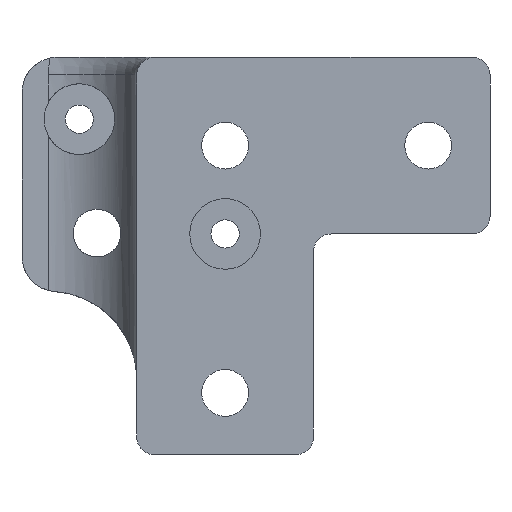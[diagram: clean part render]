
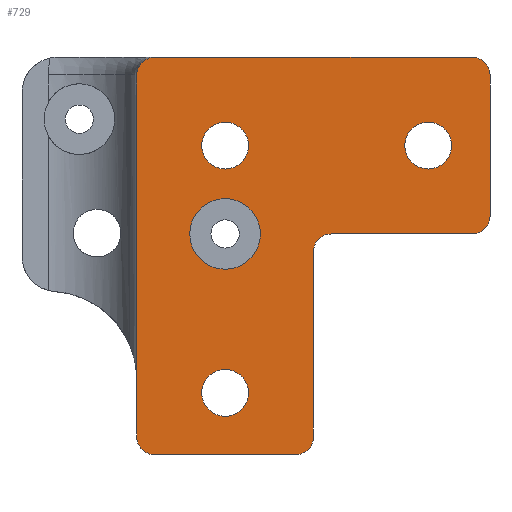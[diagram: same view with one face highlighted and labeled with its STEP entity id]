
A CAD part, front view. The second image highlights one B-rep face of the part: STEP entity #729.
In plain terms, the highlighted planar face has unit normal (0, -1, 0).
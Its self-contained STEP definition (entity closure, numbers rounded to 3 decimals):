
#17=FACE_BOUND('',#103,.T.);
#18=FACE_BOUND('',#104,.T.);
#19=FACE_BOUND('',#105,.T.);
#20=FACE_BOUND('',#106,.T.);
#33=PLANE('',#820);
#66=FACE_OUTER_BOUND('',#102,.T.);
#102=EDGE_LOOP('',(#545,#546,#547,#548,#549,#550,#551,#552,#553,#554,#555,
#556,#557));
#103=EDGE_LOOP('',(#558,#559));
#104=EDGE_LOOP('',(#560,#561));
#105=EDGE_LOOP('',(#562,#563));
#106=EDGE_LOOP('',(#564,#565));
#154=LINE('',#1289,#197);
#155=LINE('',#1293,#198);
#156=LINE('',#1295,#199);
#157=LINE('',#1299,#200);
#158=LINE('',#1303,#201);
#159=LINE('',#1307,#202);
#160=LINE('',#1311,#203);
#197=VECTOR('',#983,1000.);
#198=VECTOR('',#986,1000.);
#199=VECTOR('',#987,1000.);
#200=VECTOR('',#990,1000.);
#201=VECTOR('',#993,1000.);
#202=VECTOR('',#996,1000.);
#203=VECTOR('',#999,1000.);
#242=CIRCLE('',#785,4.);
#243=CIRCLE('',#786,4.);
#259=CIRCLE('',#807,2.65);
#260=CIRCLE('',#808,2.65);
#263=CIRCLE('',#812,2.65);
#264=CIRCLE('',#813,2.65);
#267=CIRCLE('',#817,2.65);
#268=CIRCLE('',#818,2.65);
#270=CIRCLE('',#821,2.);
#271=CIRCLE('',#822,2.);
#272=CIRCLE('',#823,2.);
#273=CIRCLE('',#824,2.);
#274=CIRCLE('',#825,2.);
#275=CIRCLE('',#826,2.);
#302=VERTEX_POINT('',#1136);
#303=VERTEX_POINT('',#1138);
#323=VERTEX_POINT('',#1260);
#324=VERTEX_POINT('',#1262);
#327=VERTEX_POINT('',#1270);
#328=VERTEX_POINT('',#1272);
#331=VERTEX_POINT('',#1280);
#332=VERTEX_POINT('',#1282);
#333=VERTEX_POINT('',#1287);
#334=VERTEX_POINT('',#1288);
#335=VERTEX_POINT('',#1290);
#336=VERTEX_POINT('',#1292);
#337=VERTEX_POINT('',#1294);
#338=VERTEX_POINT('',#1296);
#339=VERTEX_POINT('',#1298);
#340=VERTEX_POINT('',#1300);
#341=VERTEX_POINT('',#1302);
#342=VERTEX_POINT('',#1304);
#343=VERTEX_POINT('',#1306);
#344=VERTEX_POINT('',#1308);
#345=VERTEX_POINT('',#1310);
#385=EDGE_CURVE('',#303,#302,#242,.T.);
#386=EDGE_CURVE('',#302,#303,#243,.T.);
#411=EDGE_CURVE('',#323,#324,#259,.T.);
#412=EDGE_CURVE('',#324,#323,#260,.T.);
#416=EDGE_CURVE('',#327,#328,#263,.T.);
#417=EDGE_CURVE('',#328,#327,#264,.T.);
#421=EDGE_CURVE('',#331,#332,#267,.T.);
#422=EDGE_CURVE('',#332,#331,#268,.T.);
#424=EDGE_CURVE('',#333,#334,#154,.T.);
#425=EDGE_CURVE('',#335,#334,#270,.T.);
#426=EDGE_CURVE('',#335,#336,#155,.T.);
#427=EDGE_CURVE('',#336,#337,#156,.T.);
#428=EDGE_CURVE('',#338,#337,#271,.T.);
#429=EDGE_CURVE('',#338,#339,#157,.T.);
#430=EDGE_CURVE('',#340,#339,#272,.T.);
#431=EDGE_CURVE('',#340,#341,#158,.T.);
#432=EDGE_CURVE('',#342,#341,#273,.T.);
#433=EDGE_CURVE('',#342,#343,#159,.T.);
#434=EDGE_CURVE('',#344,#343,#274,.T.);
#435=EDGE_CURVE('',#344,#345,#160,.T.);
#436=EDGE_CURVE('',#333,#345,#275,.T.);
#545=ORIENTED_EDGE('',*,*,#424,.T.);
#546=ORIENTED_EDGE('',*,*,#425,.F.);
#547=ORIENTED_EDGE('',*,*,#426,.T.);
#548=ORIENTED_EDGE('',*,*,#427,.T.);
#549=ORIENTED_EDGE('',*,*,#428,.F.);
#550=ORIENTED_EDGE('',*,*,#429,.T.);
#551=ORIENTED_EDGE('',*,*,#430,.F.);
#552=ORIENTED_EDGE('',*,*,#431,.T.);
#553=ORIENTED_EDGE('',*,*,#432,.F.);
#554=ORIENTED_EDGE('',*,*,#433,.T.);
#555=ORIENTED_EDGE('',*,*,#434,.F.);
#556=ORIENTED_EDGE('',*,*,#435,.T.);
#557=ORIENTED_EDGE('',*,*,#436,.F.);
#558=ORIENTED_EDGE('',*,*,#422,.F.);
#559=ORIENTED_EDGE('',*,*,#421,.F.);
#560=ORIENTED_EDGE('',*,*,#412,.F.);
#561=ORIENTED_EDGE('',*,*,#411,.F.);
#562=ORIENTED_EDGE('',*,*,#385,.T.);
#563=ORIENTED_EDGE('',*,*,#386,.T.);
#564=ORIENTED_EDGE('',*,*,#417,.F.);
#565=ORIENTED_EDGE('',*,*,#416,.F.);
#729=ADVANCED_FACE('',(#66,#17,#18,#19,#20),#33,.F.);
#785=AXIS2_PLACEMENT_3D('',#1139,#904,#905);
#786=AXIS2_PLACEMENT_3D('',#1140,#906,#907);
#807=AXIS2_PLACEMENT_3D('',#1263,#953,#954);
#808=AXIS2_PLACEMENT_3D('',#1264,#955,#956);
#812=AXIS2_PLACEMENT_3D('',#1273,#964,#965);
#813=AXIS2_PLACEMENT_3D('',#1274,#966,#967);
#817=AXIS2_PLACEMENT_3D('',#1283,#975,#976);
#818=AXIS2_PLACEMENT_3D('',#1284,#977,#978);
#820=AXIS2_PLACEMENT_3D('',#1286,#981,#982);
#821=AXIS2_PLACEMENT_3D('',#1291,#984,#985);
#822=AXIS2_PLACEMENT_3D('',#1297,#988,#989);
#823=AXIS2_PLACEMENT_3D('',#1301,#991,#992);
#824=AXIS2_PLACEMENT_3D('',#1305,#994,#995);
#825=AXIS2_PLACEMENT_3D('',#1309,#997,#998);
#826=AXIS2_PLACEMENT_3D('',#1312,#1000,#1001);
#904=DIRECTION('center_axis',(0.,1.,0.));
#905=DIRECTION('ref_axis',(0.,0.,1.));
#906=DIRECTION('center_axis',(0.,1.,0.));
#907=DIRECTION('ref_axis',(0.,0.,1.));
#953=DIRECTION('center_axis',(0.,-1.,0.));
#954=DIRECTION('ref_axis',(0.,0.,-1.));
#955=DIRECTION('center_axis',(0.,-1.,0.));
#956=DIRECTION('ref_axis',(0.,0.,-1.));
#964=DIRECTION('center_axis',(0.,-1.,0.));
#965=DIRECTION('ref_axis',(0.,0.,-1.));
#966=DIRECTION('center_axis',(0.,-1.,0.));
#967=DIRECTION('ref_axis',(0.,0.,-1.));
#975=DIRECTION('center_axis',(0.,-1.,0.));
#976=DIRECTION('ref_axis',(0.,0.,-1.));
#977=DIRECTION('center_axis',(0.,-1.,0.));
#978=DIRECTION('ref_axis',(0.,0.,-1.));
#981=DIRECTION('center_axis',(0.,1.,0.));
#982=DIRECTION('ref_axis',(0.,0.,1.));
#983=DIRECTION('',(-1.,0.,0.));
#984=DIRECTION('center_axis',(0.,1.,0.));
#985=DIRECTION('ref_axis',(0.,0.,1.));
#986=DIRECTION('',(0.,0.,-1.));
#987=DIRECTION('',(0.,0.,-1.));
#988=DIRECTION('center_axis',(0.,1.,0.));
#989=DIRECTION('ref_axis',(0.,0.,1.));
#990=DIRECTION('',(1.,0.,0.));
#991=DIRECTION('center_axis',(0.,1.,0.));
#992=DIRECTION('ref_axis',(0.,0.,1.));
#993=DIRECTION('',(0.,0.,1.));
#994=DIRECTION('center_axis',(0.,-1.,0.));
#995=DIRECTION('ref_axis',(0.,0.,1.));
#996=DIRECTION('',(1.,0.,0.));
#997=DIRECTION('center_axis',(0.,1.,0.));
#998=DIRECTION('ref_axis',(0.,0.,1.));
#999=DIRECTION('',(0.,0.,1.));
#1000=DIRECTION('center_axis',(0.,1.,0.));
#1001=DIRECTION('ref_axis',(0.,0.,1.));
#1136=CARTESIAN_POINT('',(10.,0.,21.));
#1138=CARTESIAN_POINT('',(10.,0.,29.));
#1139=CARTESIAN_POINT('Origin',(10.,0.,25.));
#1140=CARTESIAN_POINT('Origin',(10.,0.,25.));
#1260=CARTESIAN_POINT('',(33.,0.,32.35));
#1262=CARTESIAN_POINT('',(33.,0.,37.65));
#1263=CARTESIAN_POINT('Origin',(33.,0.,35.));
#1264=CARTESIAN_POINT('Origin',(33.,0.,35.));
#1270=CARTESIAN_POINT('',(10.,0.,4.35));
#1272=CARTESIAN_POINT('',(10.,0.,9.65));
#1273=CARTESIAN_POINT('Origin',(10.,0.,7.));
#1274=CARTESIAN_POINT('Origin',(10.,0.,7.));
#1280=CARTESIAN_POINT('',(10.,0.,32.35));
#1282=CARTESIAN_POINT('',(10.,0.,37.65));
#1283=CARTESIAN_POINT('Origin',(10.,0.,35.));
#1284=CARTESIAN_POINT('Origin',(10.,0.,35.));
#1286=CARTESIAN_POINT('Origin',(0.,0.,0.));
#1287=CARTESIAN_POINT('',(38.,0.,45.));
#1288=CARTESIAN_POINT('',(2.,0.,45.));
#1289=CARTESIAN_POINT('',(0.,0.,45.));
#1290=CARTESIAN_POINT('',(0.,0.,43.));
#1291=CARTESIAN_POINT('Origin',(2.,0.,43.));
#1292=CARTESIAN_POINT('',(0.,0.,8.5));
#1293=CARTESIAN_POINT('',(0.,0.,0.));
#1294=CARTESIAN_POINT('',(0.,0.,2.));
#1295=CARTESIAN_POINT('',(0.,0.,0.));
#1296=CARTESIAN_POINT('',(2.,0.,0.));
#1297=CARTESIAN_POINT('Origin',(2.,0.,2.));
#1298=CARTESIAN_POINT('',(18.,0.,0.));
#1299=CARTESIAN_POINT('',(20.,0.,0.));
#1300=CARTESIAN_POINT('',(20.,0.,2.));
#1301=CARTESIAN_POINT('Origin',(18.,0.,2.));
#1302=CARTESIAN_POINT('',(20.,0.,23.));
#1303=CARTESIAN_POINT('',(20.,0.,25.));
#1304=CARTESIAN_POINT('',(22.,0.,25.));
#1305=CARTESIAN_POINT('Origin',(22.,0.,23.));
#1306=CARTESIAN_POINT('',(38.,0.,25.));
#1307=CARTESIAN_POINT('',(40.,0.,25.));
#1308=CARTESIAN_POINT('',(40.,0.,27.));
#1309=CARTESIAN_POINT('Origin',(38.,0.,27.));
#1310=CARTESIAN_POINT('',(40.,0.,43.));
#1311=CARTESIAN_POINT('',(40.,0.,45.));
#1312=CARTESIAN_POINT('Origin',(38.,0.,43.));
